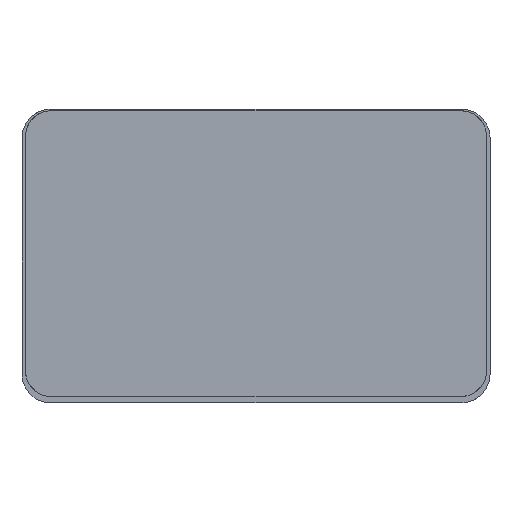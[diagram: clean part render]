
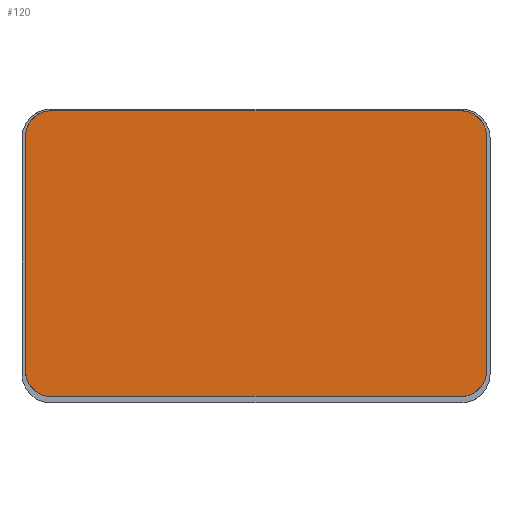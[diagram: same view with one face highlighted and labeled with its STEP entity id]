
A CAD part, top view. The second image highlights one B-rep face of the part: STEP entity #120.
In plain terms, the highlighted planar face has unit normal (0, 0, 1).
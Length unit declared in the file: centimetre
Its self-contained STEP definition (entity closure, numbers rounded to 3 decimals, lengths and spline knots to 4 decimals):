
#120=ADVANCED_FACE($,(#304),#2094,.T.);
#304=FACE_OUTER_BOUND($,#488,.T.);
#488=EDGE_LOOP($,(#872,#873,#874,#875,#876,#877,#878,#879));
#872=ORIENTED_EDGE($,*,*,#1523,.F.);
#873=ORIENTED_EDGE($,*,*,#1514,.F.);
#874=ORIENTED_EDGE($,*,*,#1522,.F.);
#875=ORIENTED_EDGE($,*,*,#1513,.F.);
#876=ORIENTED_EDGE($,*,*,#1521,.F.);
#877=ORIENTED_EDGE($,*,*,#1512,.F.);
#878=ORIENTED_EDGE($,*,*,#1520,.F.);
#879=ORIENTED_EDGE($,*,*,#1515,.F.);
#1512=EDGE_CURVE($,#1861,#1860,#2372,.T.);
#1513=EDGE_CURVE($,#1863,#1862,#2373,.T.);
#1514=EDGE_CURVE($,#1865,#1864,#2374,.T.);
#1515=EDGE_CURVE($,#1867,#1866,#2375,.T.);
#1520=EDGE_CURVE($,#1866,#1861,#2296,.T.);
#1521=EDGE_CURVE($,#1860,#1863,#2297,.T.);
#1522=EDGE_CURVE($,#1862,#1865,#2298,.T.);
#1523=EDGE_CURVE($,#1864,#1867,#2299,.T.);
#1860=VERTEX_POINT($,#3834);
#1861=VERTEX_POINT($,#3835);
#1862=VERTEX_POINT($,#3836);
#1863=VERTEX_POINT($,#3837);
#1864=VERTEX_POINT($,#3838);
#1865=VERTEX_POINT($,#3839);
#1866=VERTEX_POINT($,#3840);
#1867=VERTEX_POINT($,#3841);
#2094=PLANE($,#2716);
#2296=(
BOUNDED_CURVE()
B_SPLINE_CURVE(2,(#3728,#3729,#3730),.UNSPECIFIED.,.F.,.F.)
B_SPLINE_CURVE_WITH_KNOTS((3,3),(-1.,0.),.UNSPECIFIED.)
CURVE()
GEOMETRIC_REPRESENTATION_ITEM()
RATIONAL_B_SPLINE_CURVE((1.,0.707,1.))
REPRESENTATION_ITEM($)
);
#2297=(
BOUNDED_CURVE()
B_SPLINE_CURVE(2,(#3731,#3732,#3733),.UNSPECIFIED.,.F.,.F.)
B_SPLINE_CURVE_WITH_KNOTS((3,3),(0.,1.),.UNSPECIFIED.)
CURVE()
GEOMETRIC_REPRESENTATION_ITEM()
RATIONAL_B_SPLINE_CURVE((1.,0.707,1.))
REPRESENTATION_ITEM($)
);
#2298=(
BOUNDED_CURVE()
B_SPLINE_CURVE(2,(#3734,#3735,#3736),.UNSPECIFIED.,.F.,.F.)
B_SPLINE_CURVE_WITH_KNOTS((3,3),(0.,1.),.UNSPECIFIED.)
CURVE()
GEOMETRIC_REPRESENTATION_ITEM()
RATIONAL_B_SPLINE_CURVE((1.,0.707,1.))
REPRESENTATION_ITEM($)
);
#2299=(
BOUNDED_CURVE()
B_SPLINE_CURVE(2,(#3737,#3738,#3739),.UNSPECIFIED.,.F.,.F.)
B_SPLINE_CURVE_WITH_KNOTS((3,3),(0.,1.),.UNSPECIFIED.)
CURVE()
GEOMETRIC_REPRESENTATION_ITEM()
RATIONAL_B_SPLINE_CURVE((1.,0.707,1.))
REPRESENTATION_ITEM($)
);
#2372=B_SPLINE_CURVE_WITH_KNOTS($,1,(#3708,#3709),.UNSPECIFIED.,.F.,.F.,
(2,2),(3.2,32.8),.UNSPECIFIED.);
#2373=B_SPLINE_CURVE_WITH_KNOTS($,1,(#3710,#3711),.UNSPECIFIED.,.F.,.F.,
(2,2),(3.2,54.9),.UNSPECIFIED.);
#2374=B_SPLINE_CURVE_WITH_KNOTS($,1,(#3712,#3713),.UNSPECIFIED.,.F.,.F.,
(2,2),(3.2,32.8),.UNSPECIFIED.);
#2375=B_SPLINE_CURVE_WITH_KNOTS($,1,(#3714,#3715),.UNSPECIFIED.,.F.,.F.,
(2,2),(3.2,54.9),.UNSPECIFIED.);
#2716=AXIS2_PLACEMENT_3D($,#3774,#2869,$);
#2869=DIRECTION($,(0.,0.,1.));
#3708=CARTESIAN_POINT($,(70.45,3.7,174.7));
#3709=CARTESIAN_POINT($,(70.45,33.3,174.7));
#3710=CARTESIAN_POINT($,(73.65,36.5,174.7));
#3711=CARTESIAN_POINT($,(125.35,36.5,174.7));
#3712=CARTESIAN_POINT($,(128.55,33.3,174.7));
#3713=CARTESIAN_POINT($,(128.55,3.7,174.7));
#3714=CARTESIAN_POINT($,(125.35,0.5,174.7));
#3715=CARTESIAN_POINT($,(73.65,0.5,174.7));
#3728=CARTESIAN_POINT($,(73.65,0.5,174.7));
#3729=CARTESIAN_POINT($,(70.45,0.5,174.7));
#3730=CARTESIAN_POINT($,(70.45,3.7,174.7));
#3731=CARTESIAN_POINT($,(70.45,33.3,174.7));
#3732=CARTESIAN_POINT($,(70.45,36.5,174.7));
#3733=CARTESIAN_POINT($,(73.65,36.5,174.7));
#3734=CARTESIAN_POINT($,(125.35,36.5,174.7));
#3735=CARTESIAN_POINT($,(128.55,36.5,174.7));
#3736=CARTESIAN_POINT($,(128.55,33.3,174.7));
#3737=CARTESIAN_POINT($,(128.55,3.7,174.7));
#3738=CARTESIAN_POINT($,(128.55,0.5,174.7));
#3739=CARTESIAN_POINT($,(125.35,0.5,174.7));
#3774=CARTESIAN_POINT($,(70.45,0.5,174.7));
#3834=CARTESIAN_POINT($,(70.45,33.3,174.7));
#3835=CARTESIAN_POINT($,(70.45,3.7,174.7));
#3836=CARTESIAN_POINT($,(125.35,36.5,174.7));
#3837=CARTESIAN_POINT($,(73.65,36.5,174.7));
#3838=CARTESIAN_POINT($,(128.55,3.7,174.7));
#3839=CARTESIAN_POINT($,(128.55,33.3,174.7));
#3840=CARTESIAN_POINT($,(73.65,0.5,174.7));
#3841=CARTESIAN_POINT($,(125.35,0.5,174.7));
